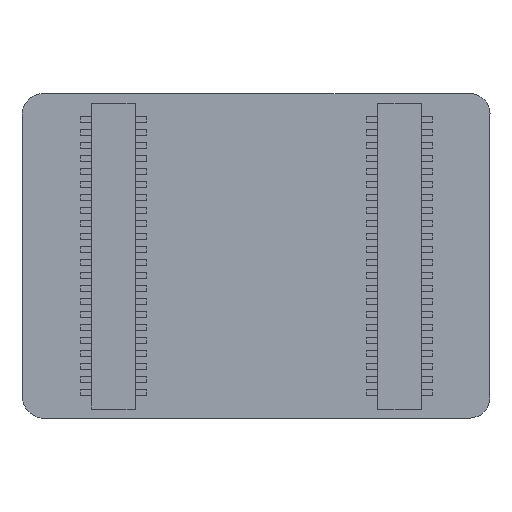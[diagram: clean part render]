
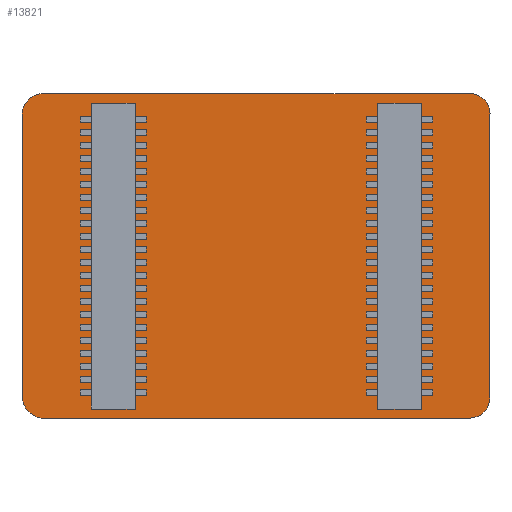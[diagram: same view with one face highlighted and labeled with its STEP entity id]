
A CAD part, top view. The second image highlights one B-rep face of the part: STEP entity #13821.
In plain terms, the highlighted planar face has unit normal (0, 0, 1).
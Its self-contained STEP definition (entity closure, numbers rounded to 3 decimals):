
#13524 = VERTEX_POINT('',#13525);
#13525 = CARTESIAN_POINT('',(42.153,32.076,0.));
#13531 = EDGE_CURVE('',#13524,#13532,#13534,.T.);
#13532 = VERTEX_POINT('',#13533);
#13533 = CARTESIAN_POINT('',(42.153,40.682,0.));
#13534 = LINE('',#13535,#13536);
#13535 = CARTESIAN_POINT('',(42.153,32.076,0.));
#13536 = VECTOR('',#13537,1.);
#13537 = DIRECTION('',(0.,1.,0.));
#13562 = EDGE_CURVE('',#13532,#13563,#13565,.T.);
#13563 = VERTEX_POINT('',#13564);
#13564 = CARTESIAN_POINT('',(42.821,41.35,0.));
#13565 = CIRCLE('',#13566,0.669);
#13566 = AXIS2_PLACEMENT_3D('',#13567,#13568,#13569);
#13567 = CARTESIAN_POINT('',(42.822,40.681,0.));
#13568 = DIRECTION('',(0.,0.,-1.));
#13569 = DIRECTION('',(-1.,0.002,0.));
#13595 = EDGE_CURVE('',#13563,#13596,#13598,.T.);
#13596 = VERTEX_POINT('',#13597);
#13597 = CARTESIAN_POINT('',(55.95,41.35,0.));
#13598 = LINE('',#13599,#13600);
#13599 = CARTESIAN_POINT('',(42.821,41.35,0.));
#13600 = VECTOR('',#13601,1.);
#13601 = DIRECTION('',(1.,0.,0.));
#13626 = EDGE_CURVE('',#13596,#13627,#13629,.T.);
#13627 = VERTEX_POINT('',#13628);
#13628 = CARTESIAN_POINT('',(55.91,41.347,0.));
#13629 = LINE('',#13630,#13631);
#13630 = CARTESIAN_POINT('',(55.95,41.35,0.));
#13631 = VECTOR('',#13632,1.);
#13632 = DIRECTION('',(-0.997,-0.075,0.));
#13657 = EDGE_CURVE('',#13627,#13658,#13660,.T.);
#13658 = VERTEX_POINT('',#13659);
#13659 = CARTESIAN_POINT('',(56.53,40.727,0.));
#13660 = CIRCLE('',#13661,0.62);
#13661 = AXIS2_PLACEMENT_3D('',#13662,#13663,#13664);
#13662 = CARTESIAN_POINT('',(55.91,40.727,0.));
#13663 = DIRECTION('',(0.,0.,-1.));
#13664 = DIRECTION('',(-0.001,1.,0.));
#13690 = EDGE_CURVE('',#13658,#13691,#13693,.T.);
#13691 = VERTEX_POINT('',#13692);
#13692 = CARTESIAN_POINT('',(56.523,32.,0.));
#13693 = LINE('',#13694,#13695);
#13694 = CARTESIAN_POINT('',(56.53,40.727,0.));
#13695 = VECTOR('',#13696,1.);
#13696 = DIRECTION('',(-0.001,-1.,0.));
#13721 = EDGE_CURVE('',#13691,#13722,#13724,.T.);
#13722 = VERTEX_POINT('',#13723);
#13723 = CARTESIAN_POINT('',(55.926,31.382,0.));
#13724 = CIRCLE('',#13725,0.619);
#13725 = AXIS2_PLACEMENT_3D('',#13726,#13727,#13728);
#13726 = CARTESIAN_POINT('',(55.904,32.,0.));
#13727 = DIRECTION('',(0.,0.,-1.));
#13728 = DIRECTION('',(1.,0.,0.));
#13754 = EDGE_CURVE('',#13722,#13755,#13757,.T.);
#13755 = VERTEX_POINT('',#13756);
#13756 = CARTESIAN_POINT('',(42.861,31.368,0.));
#13757 = LINE('',#13758,#13759);
#13758 = CARTESIAN_POINT('',(55.926,31.382,0.));
#13759 = VECTOR('',#13760,1.);
#13760 = DIRECTION('',(-1.,-0.001,0.));
#13785 = EDGE_CURVE('',#13755,#13524,#13786,.T.);
#13786 = CIRCLE('',#13787,0.707);
#13787 = AXIS2_PLACEMENT_3D('',#13788,#13789,#13790);
#13788 = CARTESIAN_POINT('',(42.86,32.075,0.));
#13789 = DIRECTION('',(0.,0.,-1.));
#13790 = DIRECTION('',(0.002,-1.,0.));
#13821 = ADVANCED_FACE('',(#13822),#13833,.T.);
#13822 = FACE_BOUND('',#13823,.F.);
#13823 = EDGE_LOOP('',(#13824,#13825,#13826,#13827,#13828,#13829,#13830,
    #13831,#13832));
#13824 = ORIENTED_EDGE('',*,*,#13531,.T.);
#13825 = ORIENTED_EDGE('',*,*,#13562,.T.);
#13826 = ORIENTED_EDGE('',*,*,#13595,.T.);
#13827 = ORIENTED_EDGE('',*,*,#13626,.T.);
#13828 = ORIENTED_EDGE('',*,*,#13657,.T.);
#13829 = ORIENTED_EDGE('',*,*,#13690,.T.);
#13830 = ORIENTED_EDGE('',*,*,#13721,.T.);
#13831 = ORIENTED_EDGE('',*,*,#13754,.T.);
#13832 = ORIENTED_EDGE('',*,*,#13785,.T.);
#13833 = PLANE('',#13834);
#13834 = AXIS2_PLACEMENT_3D('',#13835,#13836,#13837);
#13835 = CARTESIAN_POINT('',(42.153,32.076,0.));
#13836 = DIRECTION('',(0.,0.,1.));
#13837 = DIRECTION('',(1.,0.,0.));
